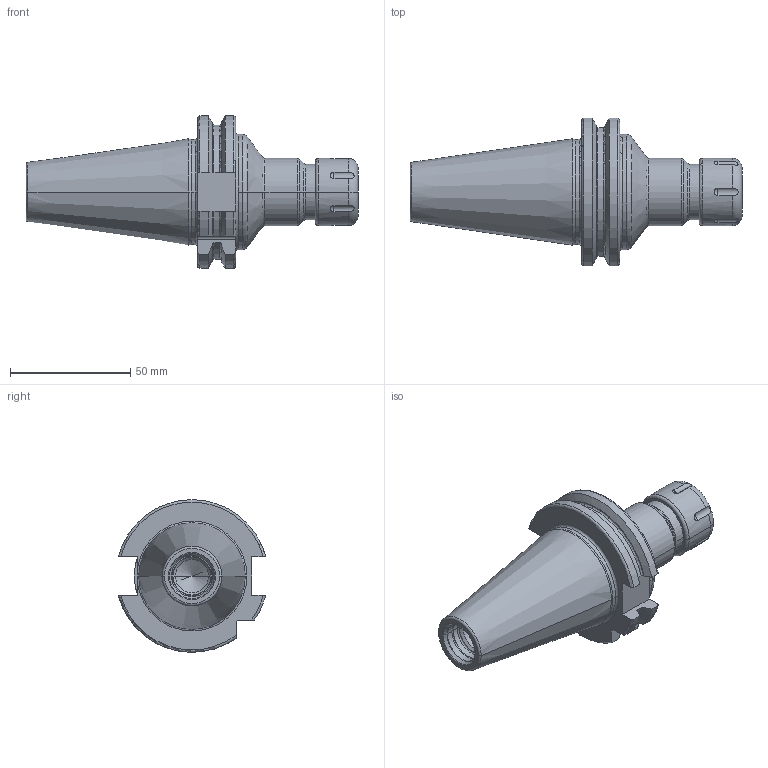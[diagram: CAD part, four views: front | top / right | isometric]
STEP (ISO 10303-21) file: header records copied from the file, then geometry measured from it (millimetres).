
FILE_DESCRIPTION((''),'2;1');
FILE_NAME('40-320-16-3_ASM','2013-05-29T',('mei'),(''),'PRO/ENGINEER BY PARAMETRIC TECHNOLOGY CORPORATION, 2010430','PRO/ENGINEER BY PARAMETRIC TECHNOLOGY CORPORATION, 2010430','');
FILE_SCHEMA(('CONFIG_CONTROL_DESIGN'));
Length unit declared in the file: millimetre
Products named in the file (3): 40-320-16-3; 83-914-16; 40-320-16-3_ASM
Assembly tree (2 placements, depth 2):
  40-320-16-3_ASM
    40-320-16-3
    83-914-16
Bounding box: 138.25 x 61.42 x 63.51 mm (x, y, z)
Volume: 139919.2 mm3; surface area: 27869.4 mm2
Topology: 2 solids, 3 shells, 173 faces, 429 edges, 261 vertices
Faces by surface type: cylinder 54, torus 41, cone 41, plane 31, sphere 6
Entity records: 5581 total; most frequent: CARTESIAN_POINT 1337, DIRECTION 947, ORIENTED_EDGE 846, EDGE_CURVE 425, AXIS2_PLACEMENT_3D 399, VERTEX_POINT 261, CIRCLE 219, EDGE_LOOP 180
